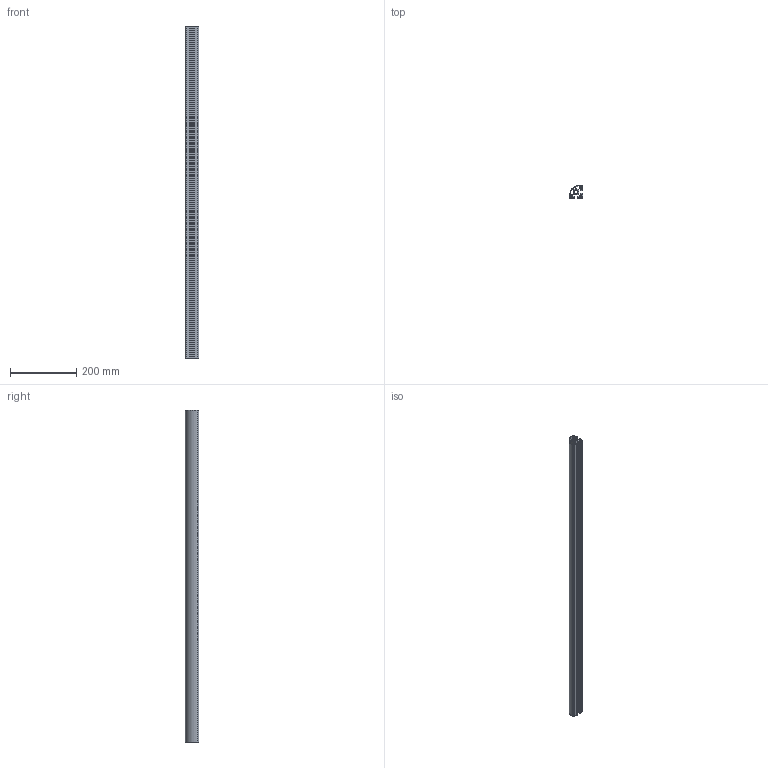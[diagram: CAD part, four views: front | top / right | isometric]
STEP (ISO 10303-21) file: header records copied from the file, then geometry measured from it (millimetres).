
FILE_DESCRIPTION(/* description */ (''),/* implementation_level */ '2;1');
FILE_NAME(/* name */ '80108_KriTec_Profil_10_R40-90.stp',/* time_stamp */ '2014-09-05T16:30:27+02:00',/* author */ ('kostic'),/* organization */ (''),/* preprocessor_version */ 'ST-DEVELOPER v15.2',/* originating_system */ 'Autodesk Inventor 2014',/* authorisation */ '');
FILE_SCHEMA (('AUTOMOTIVE_DESIGN { 1 0 10303 214 3 1 1 }'));
Length unit declared in the file: millimetre
Products named in the file (1): 80108_KriTec_Profil_10_R40-90
Bounding box: 40.26 x 40.26 x 1000 mm (x, y, z)
Volume: 517136.5 mm3; surface area: 455699.8 mm2
Topology: 1 solids, 1 shells, 180 faces, 534 edges, 356 vertices
Faces by surface type: cylinder 97, plane 83
Entity records: 6129 total; most frequent: DIRECTION 1090, CARTESIAN_POINT 1071, ORIENTED_EDGE 1068, EDGE_CURVE 534, AXIS2_PLACEMENT_3D 375, VERTEX_POINT 356, LINE 340, VECTOR 340
